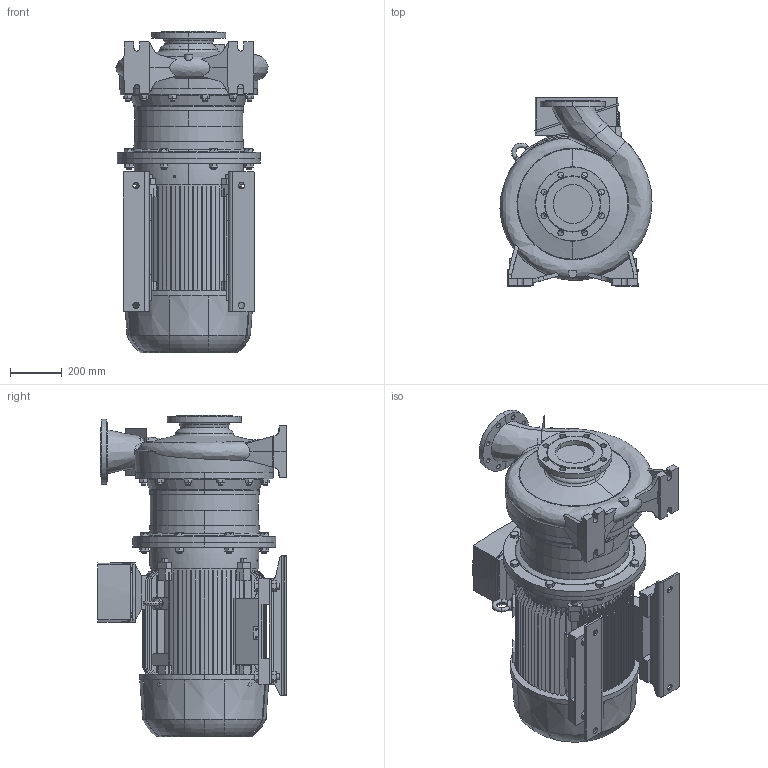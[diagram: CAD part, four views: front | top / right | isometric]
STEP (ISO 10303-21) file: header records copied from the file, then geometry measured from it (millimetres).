
FILE_DESCRIPTION (( 'STEP AP214' ), '1' );
FILE_NAME ('4_93_494_16_REV01.step', '2022-01-26T09:04:12', ( '' ), ( '' ), 'SwSTEP 2.0', 'SolidWorks 2020', '' );
FILE_SCHEMA (( 'AUTOMOTIVE_DESIGN' ));
Length unit declared in the file: millimetre
Products named in the file (2): 4_93_494_16_REV01; 4_93_494_16_REV01^4_93_494_16_REV01
Assembly tree (1 placements, depth 2):
  4_93_494_16_REV01
    4_93_494_16_REV01^4_93_494_16_REV01
Bounding box: 585.3 x 725 x 1236.8 mm (x, y, z)
Surface area: 5576872.5 mm2 (no closed solid volume)
Topology: 0 solids, 4 shells, 1749 faces, 4816 edges, 3147 vertices
Faces by surface type: plane 942, cylinder 308, cone 250, torus 178, bspline 71
Entity records: 116140 total; most frequent: CARTESIAN_POINT 73527, ORIENTED_EDGE 9614, DIRECTION 7823, EDGE_CURVE 4815, VERTEX_POINT 3147, AXIS2_PLACEMENT_3D 2659, VECTOR 2505, LINE 2505
